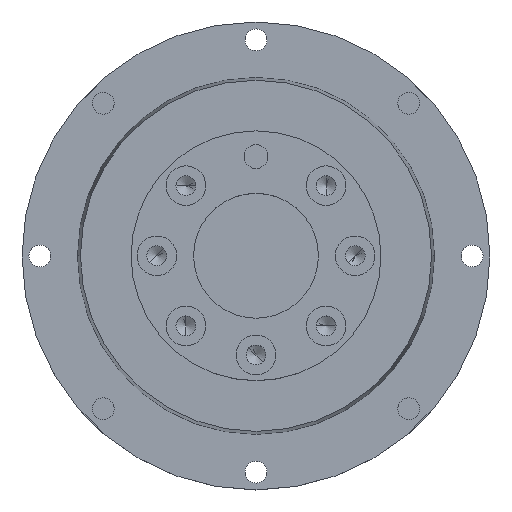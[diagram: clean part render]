
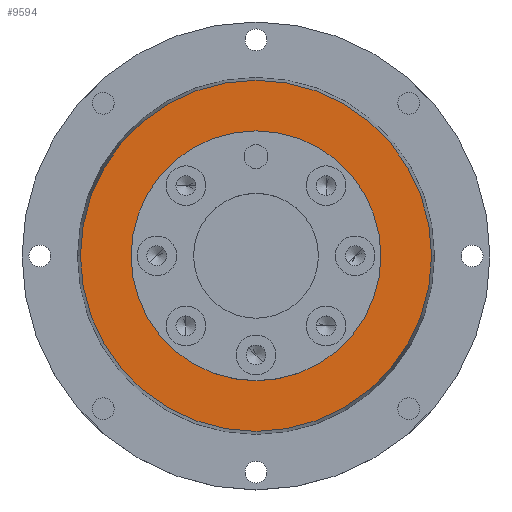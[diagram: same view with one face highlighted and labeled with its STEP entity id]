
A CAD part, top view. The second image highlights one B-rep face of the part: STEP entity #9594.
In plain terms, the highlighted planar face has unit normal (0, 0, 1).
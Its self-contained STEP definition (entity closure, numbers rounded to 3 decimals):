
#766 = CIRCLE ( 'NONE', #3143, 44.266 ) ;
#1478 = EDGE_LOOP ( 'NONE', ( #1641, #3146 ) ) ;
#1641 = ORIENTED_EDGE ( 'NONE', *, *, #5312, .F. ) ;
#1889 = CARTESIAN_POINT ( 'NONE',  ( 31.5, 0., 48. ) ) ;
#2002 = CARTESIAN_POINT ( 'NONE',  ( 0., 44.266, 48. ) ) ;
#2127 = DIRECTION ( 'NONE',  ( 0., 0., 1. ) ) ;
#2272 = CARTESIAN_POINT ( 'NONE',  ( 0., 0., 48. ) ) ;
#2453 = AXIS2_PLACEMENT_3D ( 'NONE', #6518, #6541, #6550 ) ;
#2661 = FACE_BOUND ( 'NONE', #1478, .T. ) ;
#2677 = EDGE_CURVE ( 'NONE', #4328, #4507, #6355, .T. ) ;
#2994 = DIRECTION ( 'NONE',  ( 1., 0., 0. ) ) ;
#3143 = AXIS2_PLACEMENT_3D ( 'NONE', #9075, #2127, #8910 ) ;
#3146 = ORIENTED_EDGE ( 'NONE', *, *, #2677, .F. ) ;
#3394 = DIRECTION ( 'NONE',  ( -1., 0., 0. ) ) ;
#3526 = VERTEX_POINT ( 'NONE', #5671 ) ;
#3928 = CARTESIAN_POINT ( 'NONE',  ( 44.266, 0., 48. ) ) ;
#4058 = VERTEX_POINT ( 'NONE', #3928 ) ;
#4328 = VERTEX_POINT ( 'NONE', #8510 ) ;
#4507 = VERTEX_POINT ( 'NONE', #1889 ) ;
#5252 = ORIENTED_EDGE ( 'NONE', *, *, #9029, .T. ) ;
#5312 = EDGE_CURVE ( 'NONE', #4507, #4328, #6089, .T. ) ;
#5583 = DIRECTION ( 'NONE',  ( 1., 0., 0. ) ) ;
#5618 = DIRECTION ( 'NONE',  ( 0., 0., 1. ) ) ;
#5626 = CARTESIAN_POINT ( 'NONE',  ( 0., 0., 48. ) ) ;
#5671 = CARTESIAN_POINT ( 'NONE',  ( -44.266, 0., 48. ) ) ;
#5822 = ORIENTED_EDGE ( 'NONE', *, *, #7253, .T. ) ;
#6089 = CIRCLE ( 'NONE', #7176, 31.5 ) ;
#6259 = FACE_OUTER_BOUND ( 'NONE', #9298, .T. ) ;
#6269 = PLANE ( 'NONE',  #6814 ) ;
#6355 = CIRCLE ( 'NONE', #2453, 31.5 ) ;
#6518 = CARTESIAN_POINT ( 'NONE',  ( 0., 0., 48. ) ) ;
#6541 = DIRECTION ( 'NONE',  ( 0., 0., 1. ) ) ;
#6550 = DIRECTION ( 'NONE',  ( 1., 0., 0. ) ) ;
#6814 = AXIS2_PLACEMENT_3D ( 'NONE', #2002, #7851, #3394 ) ;
#7176 = AXIS2_PLACEMENT_3D ( 'NONE', #5626, #5618, #5583 ) ;
#7253 = EDGE_CURVE ( 'NONE', #3526, #4058, #766, .T. ) ;
#7367 = DIRECTION ( 'NONE',  ( 0., 0., 1. ) ) ;
#7791 = AXIS2_PLACEMENT_3D ( 'NONE', #2272, #7367, #2994 ) ;
#7851 = DIRECTION ( 'NONE',  ( 0., 0., -1. ) ) ;
#8510 = CARTESIAN_POINT ( 'NONE',  ( -31.5, 0., 48. ) ) ;
#8910 = DIRECTION ( 'NONE',  ( 1., 0., 0. ) ) ;
#9029 = EDGE_CURVE ( 'NONE', #4058, #3526, #9334, .T. ) ;
#9075 = CARTESIAN_POINT ( 'NONE',  ( 0., 0., 48. ) ) ;
#9298 = EDGE_LOOP ( 'NONE', ( #5822, #5252 ) ) ;
#9334 = CIRCLE ( 'NONE', #7791, 44.266 ) ;
#9594 = ADVANCED_FACE ( 'NONE', ( #2661, #6259 ), #6269, .F. ) ;
